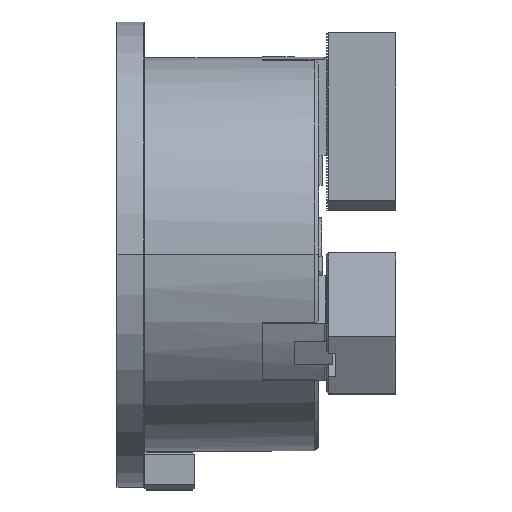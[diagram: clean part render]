
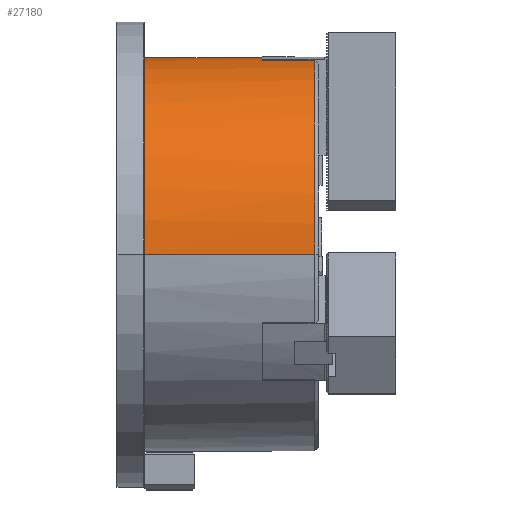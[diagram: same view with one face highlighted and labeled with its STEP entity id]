
A CAD part, top view. The second image highlights one B-rep face of the part: STEP entity #27180.
In plain terms, the highlighted cylindrical face has radius 105 mm (diameter 210 mm), a partial arc.
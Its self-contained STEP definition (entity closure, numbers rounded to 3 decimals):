
#787 = EDGE_CURVE ( 'NONE', #11900, #4734, #21923, .T. ) ;
#1581 = VERTEX_POINT ( 'NONE', #8964 ) ;
#1716 = VECTOR ( 'NONE', #43788, 1000. ) ;
#4734 = VERTEX_POINT ( 'NONE', #15692 ) ;
#7614 = CARTESIAN_POINT ( 'NONE',  ( 91., 0., -105. ) ) ;
#8108 = DIRECTION ( 'NONE',  ( -1., 0., 0. ) ) ;
#8163 = CARTESIAN_POINT ( 'NONE',  ( 121.711, 103.531, 17.5 ) ) ;
#8168 = LINE ( 'NONE', #8163, #31846 ) ;
#8964 = CARTESIAN_POINT ( 'NONE',  ( 0.3, 0., -105. ) ) ;
#9124 = DIRECTION ( 'NONE',  ( 0., 0., -1. ) ) ;
#9130 = DIRECTION ( 'NONE',  ( -1., 0., 0. ) ) ;
#9150 = CIRCLE ( 'NONE', #39889, 105. ) ;
#9169 = CARTESIAN_POINT ( 'NONE',  ( 63., 0., 0. ) ) ;
#9442 = VECTOR ( 'NONE', #21872, 1000. ) ;
#11319 = CARTESIAN_POINT ( 'NONE',  ( 63., 103.531, -17.5 ) ) ;
#11900 = VERTEX_POINT ( 'NONE', #22487 ) ;
#12445 = AXIS2_PLACEMENT_3D ( 'NONE', #14096, #14091, #14084 ) ;
#12545 = EDGE_CURVE ( 'NONE', #1581, #11900, #31814, .T. ) ;
#13038 = EDGE_CURVE ( 'NONE', #32475, #23537, #8168, .T. ) ;
#13913 = CARTESIAN_POINT ( 'NONE',  ( 91., 0., 0. ) ) ;
#14084 = DIRECTION ( 'NONE',  ( 0., 0., 1. ) ) ;
#14091 = DIRECTION ( 'NONE',  ( 1., 0., 0. ) ) ;
#14096 = CARTESIAN_POINT ( 'NONE',  ( 0.3, 0., 0. ) ) ;
#14483 = AXIS2_PLACEMENT_3D ( 'NONE', #9169, #9130, #9124 ) ;
#14953 = EDGE_CURVE ( 'NONE', #32399, #38958, #9150, .T. ) ;
#15692 = CARTESIAN_POINT ( 'NONE',  ( 91., 0., 105. ) ) ;
#16615 = LINE ( 'NONE', #30332, #1716 ) ;
#16655 = VERTEX_POINT ( 'NONE', #11319 ) ;
#17719 = CARTESIAN_POINT ( 'NONE',  ( 63., 103.531, 17.5 ) ) ;
#17988 = AXIS2_PLACEMENT_3D ( 'NONE', #18943, #18936, #18902 ) ;
#18902 = DIRECTION ( 'NONE',  ( 0., 0., -1. ) ) ;
#18936 = DIRECTION ( 'NONE',  ( 1., 0., 0. ) ) ;
#18943 = CARTESIAN_POINT ( 'NONE',  ( 121.711, 0., 0. ) ) ;
#18949 = CYLINDRICAL_SURFACE ( 'NONE', #17988, 105. ) ;
#18981 = FACE_OUTER_BOUND ( 'NONE', #37510, .T. ) ;
#21872 = DIRECTION ( 'NONE',  ( 1., 0., 0. ) ) ;
#21917 = CARTESIAN_POINT ( 'NONE',  ( 121.711, 0., 105. ) ) ;
#21923 = LINE ( 'NONE', #21917, #9442 ) ;
#22487 = CARTESIAN_POINT ( 'NONE',  ( 0.3, 0., 105. ) ) ;
#23537 = VERTEX_POINT ( 'NONE', #17719 ) ;
#23564 = AXIS2_PLACEMENT_3D ( 'NONE', #13913, #27586, #41163 ) ;
#24268 = EDGE_CURVE ( 'NONE', #23537, #16655, #33842, .T. ) ;
#25297 = CARTESIAN_POINT ( 'NONE',  ( 91., 103.531, -17.5 ) ) ;
#26204 = EDGE_CURVE ( 'NONE', #1581, #38958, #42697, .T. ) ;
#27180 = ADVANCED_FACE ( 'NONE', ( #18981 ), #18949, .T. ) ;
#27586 = DIRECTION ( 'NONE',  ( -1., 0., 0. ) ) ;
#29723 = ORIENTED_EDGE ( 'NONE', *, *, #12545, .T. ) ;
#29773 = ORIENTED_EDGE ( 'NONE', *, *, #787, .T. ) ;
#30027 = ORIENTED_EDGE ( 'NONE', *, *, #41424, .T. ) ;
#30332 = CARTESIAN_POINT ( 'NONE',  ( 121.711, 103.531, -17.5 ) ) ;
#30443 = ORIENTED_EDGE ( 'NONE', *, *, #13038, .T. ) ;
#30582 = ORIENTED_EDGE ( 'NONE', *, *, #24268, .T. ) ;
#30646 = DIRECTION ( 'NONE',  ( 0., 0., -1. ) ) ;
#30689 = DIRECTION ( 'NONE',  ( -1., 0., 0. ) ) ;
#30703 = CARTESIAN_POINT ( 'NONE',  ( 91., 0., 0. ) ) ;
#30749 = DIRECTION ( 'NONE',  ( 1., 0., 0. ) ) ;
#30756 = CARTESIAN_POINT ( 'NONE',  ( 121.711, 0., -105. ) ) ;
#30852 = ORIENTED_EDGE ( 'NONE', *, *, #32231, .T. ) ;
#30977 = ORIENTED_EDGE ( 'NONE', *, *, #14953, .T. ) ;
#31202 = ORIENTED_EDGE ( 'NONE', *, *, #26204, .F. ) ;
#31814 = CIRCLE ( 'NONE', #12445, 105. ) ;
#31846 = VECTOR ( 'NONE', #8108, 1000. ) ;
#32231 = EDGE_CURVE ( 'NONE', #16655, #32399, #16615, .T. ) ;
#32399 = VERTEX_POINT ( 'NONE', #25297 ) ;
#32475 = VERTEX_POINT ( 'NONE', #36067 ) ;
#33842 = CIRCLE ( 'NONE', #14483, 105. ) ;
#36067 = CARTESIAN_POINT ( 'NONE',  ( 91., 103.531, 17.5 ) ) ;
#37510 = EDGE_LOOP ( 'NONE', ( #29723, #29773, #30027, #30443, #30582, #30852, #30977, #31202 ) ) ;
#38958 = VERTEX_POINT ( 'NONE', #7614 ) ;
#39632 = VECTOR ( 'NONE', #30749, 1000. ) ;
#39889 = AXIS2_PLACEMENT_3D ( 'NONE', #30703, #30689, #30646 ) ;
#41163 = DIRECTION ( 'NONE',  ( 0., 0., -1. ) ) ;
#41424 = EDGE_CURVE ( 'NONE', #4734, #32475, #42725, .T. ) ;
#42697 = LINE ( 'NONE', #30756, #39632 ) ;
#42725 = CIRCLE ( 'NONE', #23564, 105. ) ;
#43788 = DIRECTION ( 'NONE',  ( 1., 0., 0. ) ) ;
